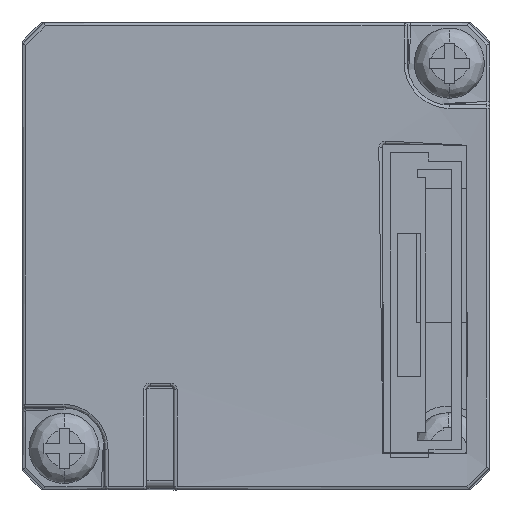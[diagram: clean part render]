
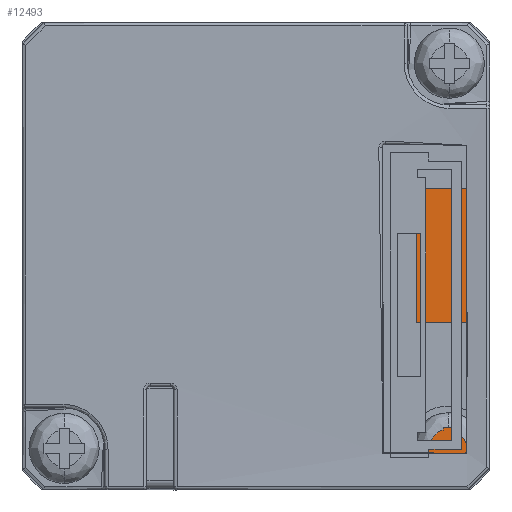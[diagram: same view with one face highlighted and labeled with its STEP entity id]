
A CAD part, front view. The second image highlights one B-rep face of the part: STEP entity #12493.
In plain terms, the highlighted planar face has unit normal (0, -1, 0).
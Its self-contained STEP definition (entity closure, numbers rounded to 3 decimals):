
#253 = DIRECTION ( 'NONE',  ( 0., 0., -1. ) ) ;
#405 = EDGE_CURVE ( 'NONE', #15303, #2237, #1400, .T. ) ;
#493 = CARTESIAN_POINT ( 'NONE',  ( -26.711, -31.654, 6.755 ) ) ;
#543 = VECTOR ( 'NONE', #2541, 1000. ) ;
#614 = DIRECTION ( 'NONE',  ( -0.707, 0., -0.707 ) ) ;
#834 = EDGE_CURVE ( 'NONE', #1426, #13686, #14157, .T. ) ;
#1134 = VECTOR ( 'NONE', #3090, 1000. ) ;
#1400 = CIRCLE ( 'NONE', #9206, 1.5 ) ;
#1426 = VERTEX_POINT ( 'NONE', #493 ) ;
#1545 = VECTOR ( 'NONE', #12422, 1000. ) ;
#2164 = VECTOR ( 'NONE', #5319, 1000. ) ;
#2237 = VERTEX_POINT ( 'NONE', #5975 ) ;
#2328 = CARTESIAN_POINT ( 'NONE',  ( 0.134, -31.654, 33.6 ) ) ;
#2410 = EDGE_LOOP ( 'NONE', ( #14056, #4945 ) ) ;
#2478 = LINE ( 'NONE', #15388, #14190 ) ;
#2541 = DIRECTION ( 'NONE',  ( 0.707, 0., -0.707 ) ) ;
#2788 = LINE ( 'NONE', #7921, #10791 ) ;
#2833 = EDGE_LOOP ( 'NONE', ( #3664, #5465, #6287, #6702, #3084, #5771, #12311, #11642 ) ) ;
#2881 = EDGE_CURVE ( 'NONE', #2237, #15303, #8309, .T. ) ;
#2948 = CARTESIAN_POINT ( 'NONE',  ( 1.289, -31.654, 6.755 ) ) ;
#3084 = ORIENTED_EDGE ( 'NONE', *, *, #9056, .T. ) ;
#3090 = DIRECTION ( 'NONE',  ( -0.707, 0., 0.707 ) ) ;
#3616 = EDGE_CURVE ( 'NONE', #11925, #7680, #10242, .T. ) ;
#3658 = CARTESIAN_POINT ( 'NONE',  ( -26.711, -31.654, 32.445 ) ) ;
#3664 = ORIENTED_EDGE ( 'NONE', *, *, #15856, .T. ) ;
#4069 = EDGE_CURVE ( 'NONE', #5248, #1426, #6416, .T. ) ;
#4251 = LINE ( 'NONE', #15778, #1134 ) ;
#4286 = CARTESIAN_POINT ( 'NONE',  ( -12.711, -31.654, 19.6 ) ) ;
#4945 = ORIENTED_EDGE ( 'NONE', *, *, #405, .F. ) ;
#5023 = CARTESIAN_POINT ( 'NONE',  ( 0.134, -31.654, 5.6 ) ) ;
#5248 = VERTEX_POINT ( 'NONE', #7651 ) ;
#5319 = DIRECTION ( 'NONE',  ( 1., 0., 0. ) ) ;
#5465 = ORIENTED_EDGE ( 'NONE', *, *, #9952, .T. ) ;
#5771 = ORIENTED_EDGE ( 'NONE', *, *, #12842, .T. ) ;
#5874 = AXIS2_PLACEMENT_3D ( 'NONE', #12739, #8937, #253 ) ;
#5975 = CARTESIAN_POINT ( 'NONE',  ( -12.711, -31.654, 21.1 ) ) ;
#6251 = CARTESIAN_POINT ( 'NONE',  ( 1.289, -31.654, 6.755 ) ) ;
#6287 = ORIENTED_EDGE ( 'NONE', *, *, #4069, .T. ) ;
#6416 = LINE ( 'NONE', #3658, #1545 ) ;
#6601 = LINE ( 'NONE', #5023, #11702 ) ;
#6613 = DIRECTION ( 'NONE',  ( 0., -1., 0. ) ) ;
#6702 = ORIENTED_EDGE ( 'NONE', *, *, #834, .T. ) ;
#7056 = VERTEX_POINT ( 'NONE', #9454 ) ;
#7321 = CARTESIAN_POINT ( 'NONE',  ( -25.557, -31.654, 5.6 ) ) ;
#7651 = CARTESIAN_POINT ( 'NONE',  ( -26.711, -31.654, 32.445 ) ) ;
#7680 = VERTEX_POINT ( 'NONE', #12308 ) ;
#7921 = CARTESIAN_POINT ( 'NONE',  ( 0.134, -31.654, 33.6 ) ) ;
#8009 = DIRECTION ( 'NONE',  ( 0., 0., 1. ) ) ;
#8309 = CIRCLE ( 'NONE', #5874, 1.5 ) ;
#8937 = DIRECTION ( 'NONE',  ( 0., -1., 0. ) ) ;
#9056 = EDGE_CURVE ( 'NONE', #13686, #15431, #10354, .T. ) ;
#9206 = AXIS2_PLACEMENT_3D ( 'NONE', #4286, #14382, #10680 ) ;
#9454 = CARTESIAN_POINT ( 'NONE',  ( -25.557, -31.654, 33.6 ) ) ;
#9597 = EDGE_CURVE ( 'NONE', #7680, #14272, #4251, .T. ) ;
#9645 = DIRECTION ( 'NONE',  ( -1., 0., 0. ) ) ;
#9952 = EDGE_CURVE ( 'NONE', #7056, #5248, #2478, .T. ) ;
#9970 = DIRECTION ( 'NONE',  ( 0.707, 0., 0.707 ) ) ;
#10166 = CARTESIAN_POINT ( 'NONE',  ( -25.557, -31.654, 5.6 ) ) ;
#10242 = LINE ( 'NONE', #2948, #15154 ) ;
#10354 = LINE ( 'NONE', #10166, #2164 ) ;
#10680 = DIRECTION ( 'NONE',  ( 0., 0., -1. ) ) ;
#10791 = VECTOR ( 'NONE', #9645, 1000. ) ;
#11641 = CARTESIAN_POINT ( 'NONE',  ( 0.134, -31.654, 5.6 ) ) ;
#11642 = ORIENTED_EDGE ( 'NONE', *, *, #9597, .T. ) ;
#11702 = VECTOR ( 'NONE', #9970, 1000. ) ;
#11908 = FACE_OUTER_BOUND ( 'NONE', #2833, .T. ) ;
#11925 = VERTEX_POINT ( 'NONE', #6251 ) ;
#12308 = CARTESIAN_POINT ( 'NONE',  ( 1.289, -31.654, 32.445 ) ) ;
#12311 = ORIENTED_EDGE ( 'NONE', *, *, #3616, .T. ) ;
#12422 = DIRECTION ( 'NONE',  ( 0., 0., -1. ) ) ;
#12467 = CARTESIAN_POINT ( 'NONE',  ( -12.711, -31.654, 18.1 ) ) ;
#12493 = ADVANCED_FACE ( 'NONE', ( #15230, #11908 ), #15435, .T. ) ;
#12672 = AXIS2_PLACEMENT_3D ( 'NONE', #15543, #6613, #15382 ) ;
#12739 = CARTESIAN_POINT ( 'NONE',  ( -12.711, -31.654, 19.6 ) ) ;
#12842 = EDGE_CURVE ( 'NONE', #15431, #11925, #6601, .T. ) ;
#13686 = VERTEX_POINT ( 'NONE', #7321 ) ;
#13954 = CARTESIAN_POINT ( 'NONE',  ( -26.711, -31.654, 6.755 ) ) ;
#14056 = ORIENTED_EDGE ( 'NONE', *, *, #2881, .F. ) ;
#14157 = LINE ( 'NONE', #13954, #543 ) ;
#14190 = VECTOR ( 'NONE', #614, 1000. ) ;
#14272 = VERTEX_POINT ( 'NONE', #2328 ) ;
#14382 = DIRECTION ( 'NONE',  ( 0., -1., 0. ) ) ;
#15154 = VECTOR ( 'NONE', #8009, 1000. ) ;
#15230 = FACE_BOUND ( 'NONE', #2410, .T. ) ;
#15303 = VERTEX_POINT ( 'NONE', #12467 ) ;
#15382 = DIRECTION ( 'NONE',  ( 0., 0., -1. ) ) ;
#15388 = CARTESIAN_POINT ( 'NONE',  ( -25.557, -31.654, 33.6 ) ) ;
#15431 = VERTEX_POINT ( 'NONE', #11641 ) ;
#15435 = PLANE ( 'NONE',  #12672 ) ;
#15543 = CARTESIAN_POINT ( 'NONE',  ( -17.37, -31.654, 47.6 ) ) ;
#15778 = CARTESIAN_POINT ( 'NONE',  ( 1.289, -31.654, 32.445 ) ) ;
#15856 = EDGE_CURVE ( 'NONE', #14272, #7056, #2788, .T. ) ;
